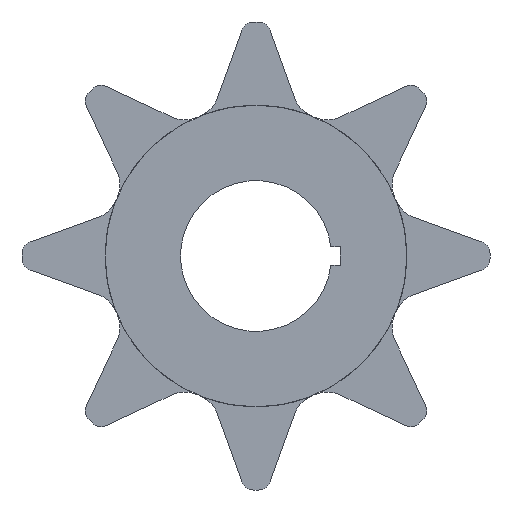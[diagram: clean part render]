
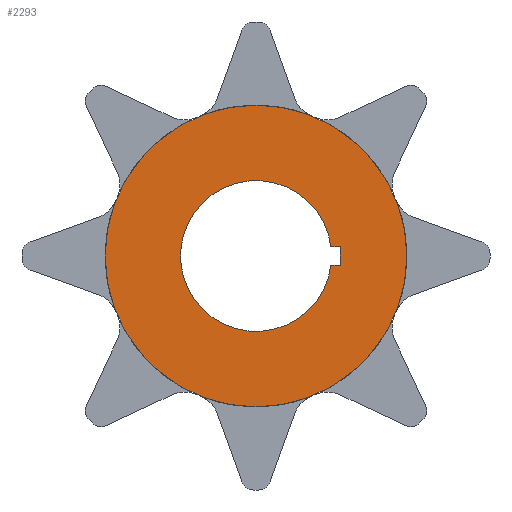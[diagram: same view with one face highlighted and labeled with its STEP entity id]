
A CAD part, front view. The second image highlights one B-rep face of the part: STEP entity #2293.
In plain terms, the highlighted planar face has unit normal (0, -1, 0).
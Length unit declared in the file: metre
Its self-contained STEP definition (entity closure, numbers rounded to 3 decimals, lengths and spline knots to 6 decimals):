
#44 = CARTESIAN_POINT('NONE', (0.002, 0, -0));
#45 = VERTEX_POINT('NONE', #44);
#48 = CARTESIAN_POINT('NONE', (0.000992, 0, -0.000125));
#49 = VERTEX_POINT('NONE', #48);
#50 = CARTESIAN_POINT('NONE', (0.000992, 0, 0.000125));
#51 = VERTEX_POINT('NONE', #50);
#56 = CARTESIAN_POINT('NONE', (0.001117, 0, 0.000125));
#57 = VERTEX_POINT('NONE', #56);
#60 = CARTESIAN_POINT('NONE', (0.001117, 0, -0.000125));
#61 = VERTEX_POINT('NONE', #60);
#476 = DIRECTION('NONE', (1, 0, 0.));
#477 = DIRECTION('NONE', (-0, 1, 0));
#478 = CARTESIAN_POINT('NONE', (0., 0, 0.));
#479 = AXIS2_PLACEMENT_3D('NONE', #478, #477, #476);
#480 = CIRCLE('NONE', #479, 0.002);
#490 = DIRECTION('NONE', (0.992, 0, -0.125));
#491 = DIRECTION('NONE', (0, 1., 0));
#492 = CARTESIAN_POINT('NONE', (0., 0, 0.));
#493 = AXIS2_PLACEMENT_3D('NONE', #492, #491, #490);
#494 = CIRCLE('NONE', #493, 0.001);
#508 = DIRECTION('NONE', (1, 0, 0));
#509 = VECTOR('NONE', #508, 1);
#510 = CARTESIAN_POINT('NONE', (0.000992, 0, 0.000125));
#511 = LINE('NONE', #510, #509);
#520 = DIRECTION('NONE', (0, 0, -1));
#521 = VECTOR('NONE', #520, 1);
#522 = CARTESIAN_POINT('NONE', (0.001117, 0, 0.000125));
#523 = LINE('NONE', #522, #521);
#532 = DIRECTION('NONE', (-1, 0, 0));
#533 = VECTOR('NONE', #532, 1);
#534 = CARTESIAN_POINT('NONE', (0.001117, 0, -0.000125));
#535 = LINE('NONE', #534, #533);
#1494 = EDGE_CURVE('NONE', #45, #45, #480, .T.);
#1497 = EDGE_CURVE('NONE', #49, #51, #494, .T.);
#1501 = EDGE_CURVE('NONE', #51, #57, #511, .T.);
#1504 = EDGE_CURVE('NONE', #57, #61, #523, .T.);
#1507 = EDGE_CURVE('NONE', #61, #49, #535, .T.);
#1778 = CARTESIAN_POINT('NONE', (0, 0, -0));
#1779 = DIRECTION('NONE', (0, 1, 0));
#1780 = AXIS2_PLACEMENT_3D('NONE', #1778, #1779, $);
#1781 = PLANE('NONE', #1780);
#2284 = ORIENTED_EDGE('NONE', *, *, #1494, .T.);
#2285 = ORIENTED_EDGE('NONE', *, *, #1507, .F.);
#2286 = ORIENTED_EDGE('NONE', *, *, #1504, .F.);
#2287 = ORIENTED_EDGE('NONE', *, *, #1501, .F.);
#2288 = ORIENTED_EDGE('NONE', *, *, #1497, .F.);
#2289 = EDGE_LOOP('NONE', (#2284));
#2290 = FACE_BOUND('NONE', #2289, .T.);
#2291 = EDGE_LOOP('NONE', (#2285, #2286, #2287, #2288));
#2292 = FACE_BOUND('NONE', #2291, .T.);
#2293 = ADVANCED_FACE('NONE', (#2290, #2292), #1781, .F.);
